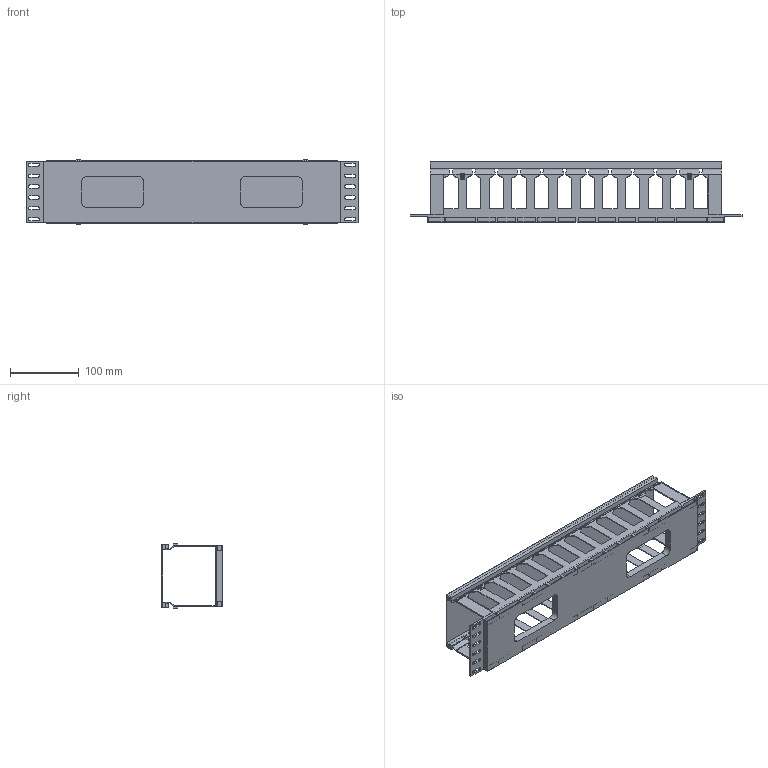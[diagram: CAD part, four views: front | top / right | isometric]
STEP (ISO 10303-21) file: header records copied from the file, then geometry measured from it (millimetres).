
FILE_DESCRIPTION (( 'STEP AP214' ), '1' );
FILE_NAME ('RP00011-3.STEP', '2018-11-26T23:03:39', ( '' ), ( '' ), 'SwSTEP 2.0', 'SolidWorks 2017', '' );
FILE_SCHEMA (( 'AUTOMOTIVE_DESIGN' ));
Length unit declared in the file: inch
Products named in the file (3): RP00011-3_2; RP00011-3_1; RP00011-3
Assembly tree (2 placements, depth 2):
  RP00011-3
    RP00011-3_1
    RP00011-3_2
Bounding box: 482.6 x 87.6 x 93.06 mm (x, y, z)
Volume: 415300.7 mm3; surface area: 303059.9 mm2
Topology: 2 solids, 2 shells, 572 faces, 1704 edges, 1120 vertices
Faces by surface type: plane 536, cylinder 36
Entity records: 24376 total; most frequent: ORIENTED_EDGE 3408, CARTESIAN_POINT 3401, DIRECTION 2930, EDGE_CURVE 1704, LINE 1632, VECTOR 1632, VERTEX_POINT 1120, AXIS2_PLACEMENT_3D 649
